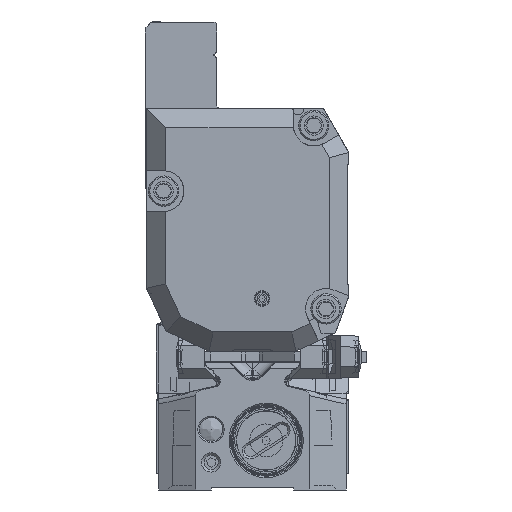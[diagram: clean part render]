
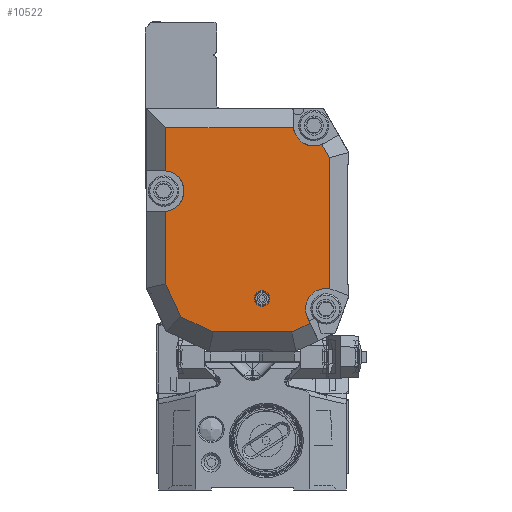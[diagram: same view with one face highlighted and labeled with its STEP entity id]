
A CAD part, front view. The second image highlights one B-rep face of the part: STEP entity #10522.
In plain terms, the highlighted planar face has unit normal (0, -1, 0).
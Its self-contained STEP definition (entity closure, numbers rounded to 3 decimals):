
#3470=FACE_BOUND('',#19990,.T.);
#3471=FACE_BOUND('',#19991,.T.);
#10522=ADVANCED_FACE('',(#3470,#3471),#12589,.F.);
#12589=PLANE('',#75562);
#19990=EDGE_LOOP('',(#39515,#39516,#39517,#39518,#39519,#39520,#39521,#39522,
#39523,#39524,#39525,#39526,#39527));
#19991=EDGE_LOOP('',(#39528));
#39515=ORIENTED_EDGE('',*,*,#55985,.T.);
#39516=ORIENTED_EDGE('',*,*,#55986,.T.);
#39517=ORIENTED_EDGE('',*,*,#55987,.T.);
#39518=ORIENTED_EDGE('',*,*,#55988,.T.);
#39519=ORIENTED_EDGE('',*,*,#55989,.T.);
#39520=ORIENTED_EDGE('',*,*,#55990,.T.);
#39521=ORIENTED_EDGE('',*,*,#55991,.T.);
#39522=ORIENTED_EDGE('',*,*,#55992,.T.);
#39523=ORIENTED_EDGE('',*,*,#55993,.T.);
#39524=ORIENTED_EDGE('',*,*,#55994,.T.);
#39525=ORIENTED_EDGE('',*,*,#55995,.T.);
#39526=ORIENTED_EDGE('',*,*,#55996,.T.);
#39527=ORIENTED_EDGE('',*,*,#55997,.T.);
#39528=ORIENTED_EDGE('',*,*,#55998,.T.);
#46176=VERTEX_POINT('',#128591);
#46177=VERTEX_POINT('',#128592);
#46178=VERTEX_POINT('',#128594);
#46179=VERTEX_POINT('',#128596);
#46180=VERTEX_POINT('',#128598);
#46181=VERTEX_POINT('',#128600);
#46182=VERTEX_POINT('',#128602);
#46183=VERTEX_POINT('',#128604);
#46184=VERTEX_POINT('',#128606);
#46185=VERTEX_POINT('',#128608);
#46186=VERTEX_POINT('',#128610);
#46187=VERTEX_POINT('',#128612);
#46188=VERTEX_POINT('',#128614);
#46189=VERTEX_POINT('',#128617);
#55985=EDGE_CURVE('',#46176,#46177,#69654,.T.);
#55986=EDGE_CURVE('',#46177,#46178,#61748,.T.);
#55987=EDGE_CURVE('',#46178,#46179,#61749,.T.);
#55988=EDGE_CURVE('',#46179,#46180,#69655,.T.);
#55989=EDGE_CURVE('',#46180,#46181,#61750,.T.);
#55990=EDGE_CURVE('',#46181,#46182,#61751,.T.);
#55991=EDGE_CURVE('',#46182,#46183,#69656,.T.);
#55992=EDGE_CURVE('',#46183,#46184,#61752,.T.);
#55993=EDGE_CURVE('',#46184,#46185,#61753,.T.);
#55994=EDGE_CURVE('',#46185,#46186,#61754,.T.);
#55995=EDGE_CURVE('',#46186,#46187,#61755,.T.);
#55996=EDGE_CURVE('',#46187,#46188,#61756,.T.);
#55997=EDGE_CURVE('',#46188,#46176,#61757,.T.);
#55998=EDGE_CURVE('',#46189,#46189,#69657,.T.);
#61748=LINE('',#128593,#67578);
#61749=LINE('',#128595,#67579);
#61750=LINE('',#128599,#67580);
#61751=LINE('',#128601,#67581);
#61752=LINE('',#128605,#67582);
#61753=LINE('',#128607,#67583);
#61754=LINE('',#128609,#67584);
#61755=LINE('',#128611,#67585);
#61756=LINE('',#128613,#67586);
#61757=LINE('',#128615,#67587);
#67578=VECTOR('',#93144,1.);
#67579=VECTOR('',#93145,1.);
#67580=VECTOR('',#93148,1.);
#67581=VECTOR('',#93149,1.);
#67582=VECTOR('',#93152,1.);
#67583=VECTOR('',#93153,1.);
#67584=VECTOR('',#93154,1.);
#67585=VECTOR('',#93155,1.);
#67586=VECTOR('',#93156,1.);
#67587=VECTOR('',#93157,1.);
#69654=CIRCLE('',#75558,3.7);
#69655=CIRCLE('',#75559,3.7);
#69656=CIRCLE('',#75560,3.7);
#69657=CIRCLE('',#75561,1.3);
#75558=AXIS2_PLACEMENT_3D('',#128590,#93142,#93143);
#75559=AXIS2_PLACEMENT_3D('',#128597,#93146,#93147);
#75560=AXIS2_PLACEMENT_3D('',#128603,#93150,#93151);
#75561=AXIS2_PLACEMENT_3D('',#128616,#93158,#93159);
#75562=AXIS2_PLACEMENT_3D('',#128618,#93160,#93161);
#93142=DIRECTION('',(0.,1.,0.));
#93143=DIRECTION('',(-1.,0.,0.));
#93144=DIRECTION('',(0.,0.,1.));
#93145=DIRECTION('',(-0.5,0.,0.866));
#93146=DIRECTION('',(0.,1.,0.));
#93147=DIRECTION('',(-1.,0.,0.));
#93148=DIRECTION('',(-1.,0.,0.));
#93149=DIRECTION('',(0.,0.,-1.));
#93150=DIRECTION('',(0.,1.,0.));
#93151=DIRECTION('',(-1.,0.,0.));
#93152=DIRECTION('',(0.,0.,-1.));
#93153=DIRECTION('',(0.419,0.,-0.908));
#93154=DIRECTION('',(0.905,0.,-0.426));
#93155=DIRECTION('',(1.,0.,0.));
#93156=DIRECTION('',(0.905,0.,0.426));
#93157=DIRECTION('',(-0.426,0.,0.905));
#93158=DIRECTION('',(0.,1.,0.));
#93159=DIRECTION('',(0.,0.,1.));
#93160=DIRECTION('',(0.,1.,0.));
#93161=DIRECTION('',(0.,0.,1.));
#128590=CARTESIAN_POINT('',(32.85,-8.,-52.11));
#128591=CARTESIAN_POINT('',(29.503,-8.,-53.687));
#128592=CARTESIAN_POINT('',(33.5,-8.,-48.468));
#128593=CARTESIAN_POINT('',(33.5,-8.,-46.706));
#128594=CARTESIAN_POINT('',(33.5,-8.,-24.648));
#128595=CARTESIAN_POINT('',(44.864,-8.,-44.331));
#128596=CARTESIAN_POINT('',(32.096,-8.,-22.216));
#128597=CARTESIAN_POINT('',(30.65,-8.,-18.81));
#128598=CARTESIAN_POINT('',(26.972,-8.,-19.21));
#128599=CARTESIAN_POINT('',(40.75,-8.,-19.21));
#128600=CARTESIAN_POINT('',(3.75,-8.,-19.21));
#128601=CARTESIAN_POINT('',(3.75,-8.,-46.706));
#128602=CARTESIAN_POINT('',(3.75,-8.,-27.032));
#128603=CARTESIAN_POINT('',(3.35,-8.,-30.71));
#128604=CARTESIAN_POINT('',(3.75,-8.,-34.388));
#128605=CARTESIAN_POINT('',(3.75,-8.,-46.706));
#128606=CARTESIAN_POINT('',(3.75,-8.,-47.584));
#128607=CARTESIAN_POINT('',(9.912,-8.,-60.937));
#128608=CARTESIAN_POINT('',(6.493,-8.,-53.528));
#128609=CARTESIAN_POINT('',(31.901,-8.,-65.495));
#128610=CARTESIAN_POINT('',(12.378,-8.,-56.3));
#128611=CARTESIAN_POINT('',(40.75,-8.,-56.3));
#128612=CARTESIAN_POINT('',(26.622,-8.,-56.3));
#128613=CARTESIAN_POINT('',(41.883,-8.,-49.112));
#128614=CARTESIAN_POINT('',(29.987,-8.,-54.715));
#128615=CARTESIAN_POINT('',(31.478,-8.,-57.881));
#128616=CARTESIAN_POINT('',(21.25,-8.,-50.21));
#128617=CARTESIAN_POINT('',(21.25,-8.,-48.91));
#128618=CARTESIAN_POINT('',(40.75,-8.,-46.706));
